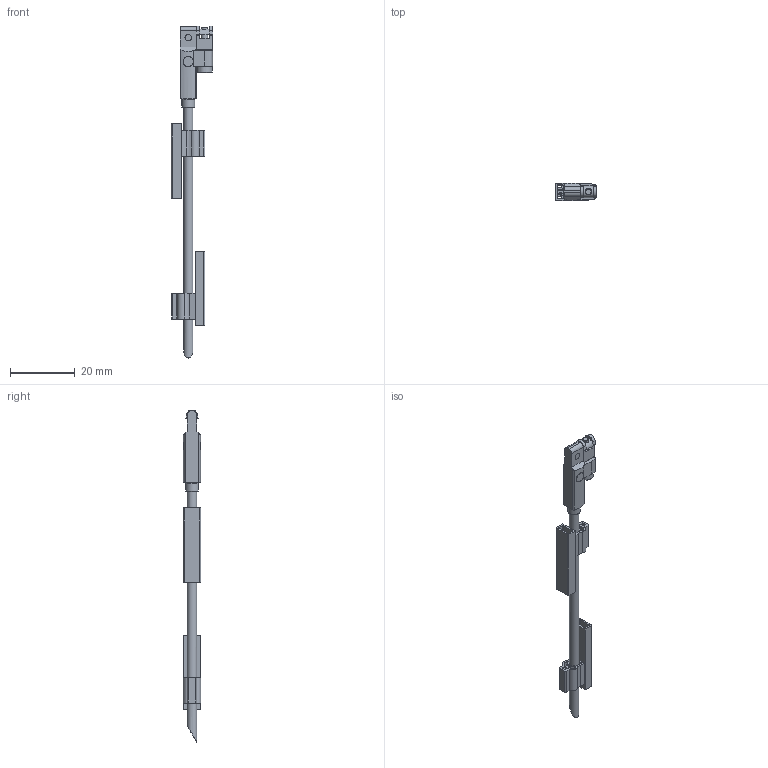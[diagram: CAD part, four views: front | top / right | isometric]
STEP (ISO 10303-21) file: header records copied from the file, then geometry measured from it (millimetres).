
FILE_DESCRIPTION(/* description */ ('STEP AP214'),/* implementation_level */ '2;1');
FILE_NAME(/* name */ '547862_SMT-10G-PS-24V-E-25Q-OE',/* time_stamp */ '2024-09-11T08:09:10+02:00',/* author */ ('License CC BY-ND 4.0'),/* organization */ ('CADENAS'),/* preprocessor_version */ 'ST-DEVELOPER v19.3',/* originating_system */ 'PARTsolutions',/* authorisation */ ' ');
FILE_SCHEMA (('AUTOMOTIVE_DESIGN {1 0 10303 214 3 1 1}'));
Length unit declared in the file: millimetre
Products named in the file (3): 547862 SMT-10G-PS-24V-E-2,5Q-OE; 547862 SMT-10G-PS-24V-E-2,5Q-OE_G; 1247168 ASCF-M-23-S DM 2.1-3.4
Assembly tree (3 placements, depth 2):
  547862 SMT-10G-PS-24V-E-2,5Q-OE
    547862 SMT-10G-PS-24V-E-2,5Q-OE_G
    1247168 ASCF-M-23-S DM 2.1-3.4  x2
Bounding box: 12.66 x 5.4 x 102.39 mm (x, y, z)
Volume: 1856.3 mm3; surface area: 3696.1 mm2
Topology: 3 solids, 4 shells, 246 faces, 653 edges, 428 vertices
Faces by surface type: plane 140, cylinder 100, torus 3, cone 3
Full cylindrical faces by diameter (mm): 2 x3, 2.1 x2, 2.9 x1, 4 x1, 4.8 x1
Entity records: 6010 total; most frequent: DIRECTION 937, CARTESIAN_POINT 933, ORIENTED_EDGE 866, EDGE_CURVE 433, AXIS2_PLACEMENT_3D 333, VERTEX_POINT 290, LINE 271, VECTOR 271
